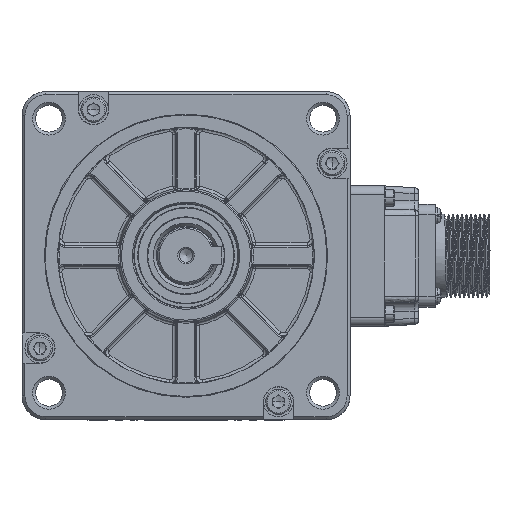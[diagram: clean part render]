
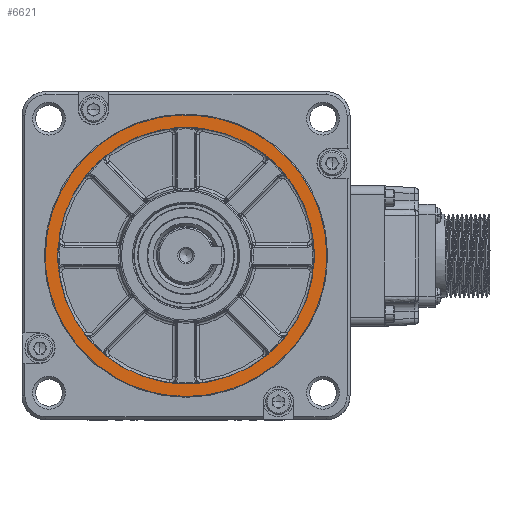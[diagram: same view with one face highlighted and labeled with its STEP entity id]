
A CAD part, top view. The second image highlights one B-rep face of the part: STEP entity #6621.
In plain terms, the highlighted planar face has unit normal (0, 0, 1).
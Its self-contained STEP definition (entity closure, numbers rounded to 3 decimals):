
#5364=CARTESIAN_POINT('',(-65.384,248.61,46.));
#5365=VERTEX_POINT('',#5364);
#5375=CARTESIAN_POINT('',(-65.384,248.61,46.));
#5376=CARTESIAN_POINT('',(-65.384,295.81,46.));
#5377=CARTESIAN_POINT('',(-18.184,295.81,46.));
#5378=CARTESIAN_POINT('',(29.016,295.81,46.));
#5379=CARTESIAN_POINT('',(29.016,248.61,46.));
#5380=CARTESIAN_POINT('',(29.016,243.961,46.));
#5381=CARTESIAN_POINT('',(28.109,239.401,46.));
#5382=CARTESIAN_POINT('',(27.202,234.842,46.));
#5383=CARTESIAN_POINT('',(25.423,230.547,46.));
#5384=CARTESIAN_POINT('',(23.644,226.252,46.));
#5385=CARTESIAN_POINT('',(21.061,222.387,46.));
#5386=CARTESIAN_POINT('',(18.479,218.521,46.));
#5387=CARTESIAN_POINT('',(15.191,215.234,46.));
#5388=CARTESIAN_POINT('',(11.904,211.947,46.));
#5389=CARTESIAN_POINT('',(8.039,209.364,46.));
#5390=CARTESIAN_POINT('',(4.174,206.782,46.));
#5391=CARTESIAN_POINT('',(-0.121,205.003,46.));
#5392=CARTESIAN_POINT('',(-4.416,203.224,46.));
#5393=CARTESIAN_POINT('',(-8.976,202.317,46.));
#5394=CARTESIAN_POINT('',(-13.535,201.41,46.));
#5395=CARTESIAN_POINT('',(-18.184,201.41,46.));
#5396=CARTESIAN_POINT('',(-22.833,201.41,46.));
#5397=CARTESIAN_POINT('',(-27.392,202.317,46.));
#5398=CARTESIAN_POINT('',(-31.952,203.224,46.));
#5399=CARTESIAN_POINT('',(-36.247,205.003,46.));
#5400=CARTESIAN_POINT('',(-40.542,206.782,46.));
#5401=CARTESIAN_POINT('',(-44.407,209.364,46.));
#5402=CARTESIAN_POINT('',(-48.272,211.947,46.));
#5403=CARTESIAN_POINT('',(-51.559,215.234,46.));
#5404=CARTESIAN_POINT('',(-54.847,218.521,46.));
#5405=CARTESIAN_POINT('',(-57.429,222.387,46.));
#5406=CARTESIAN_POINT('',(-60.012,226.252,46.));
#5407=CARTESIAN_POINT('',(-61.791,230.547,46.));
#5408=CARTESIAN_POINT('',(-63.57,234.842,46.));
#5409=CARTESIAN_POINT('',(-64.477,239.401,46.));
#5410=CARTESIAN_POINT('',(-65.384,243.961,46.));
#5411=CARTESIAN_POINT('',(-65.384,248.61,46.));
#5412=(BOUNDED_CURVE()B_SPLINE_CURVE(2,(#5375,#5376,#5377,#5378,#5379,#5380,#5381,#5382,#5383,#5384,#5385,#5386,#5387,#5388,#5389,#5390,#5391,#5392,#5393,#5394,#5395,#5396,#5397,#5398,#5399,#5400,#5401,#5402,#5403,#5404,#5405,#5406,#5407,#5408,#5409,#5410,#5411),.UNSPECIFIED.,.T.,.U.)B_SPLINE_CURVE_WITH_KNOTS((3,2,2,2,2,2,2,2,2,2,2,2,2,2,2,2,2,2,3),(0.,0.5,1.,1.07,1.139,1.209,1.279,1.348,1.418,1.488,1.557,1.627,1.696,1.766,1.836,1.905,1.975,2.045,2.114),.UNSPECIFIED.)CURVE()GEOMETRIC_REPRESENTATION_ITEM()RATIONAL_B_SPLINE_CURVE((1.,0.707,1.,0.707,1.,1.,1.,1.,1.,1.,1.,1.,1.,1.,1.,1.,1.,1.,1.,1.,1.,1.,1.,1.,1.,1.,1.,1.,1.,1.,1.,1.,1.,1.,1.,1.,1.))REPRESENTATION_ITEM(''));
#5413=EDGE_CURVE('',#5365,#5365,#5412,.T.);
#6564=CARTESIAN_POINT('',(-18.184,248.61,46.));
#6565=DIRECTION('',(1.,0.,0.));
#6566=DIRECTION('',(0.,0.,1.));
#6567=AXIS2_PLACEMENT_3D('',#6564,#6566,#6565);
#6568=PLANE('',#6567);
#6569=ORIENTED_EDGE('',*,*,#5413,.F.);
#6570=EDGE_LOOP('',(#6569));
#6571=FACE_OUTER_BOUND('',#6570,.T.);
#6572=CARTESIAN_POINT('',(-61.184,248.61,46.));
#6573=VERTEX_POINT('',#6572);
#6574=CARTESIAN_POINT('',(24.816,248.61,46.));
#6575=VERTEX_POINT('',#6574);
#6576=CARTESIAN_POINT('',(-61.184,248.61,46.));
#6577=CARTESIAN_POINT('',(-61.184,252.845,46.));
#6578=CARTESIAN_POINT('',(-60.358,256.999,46.));
#6579=CARTESIAN_POINT('',(-59.532,261.152,46.));
#6580=CARTESIAN_POINT('',(-57.911,265.065,46.));
#6581=CARTESIAN_POINT('',(-56.29,268.978,46.));
#6582=CARTESIAN_POINT('',(-53.937,272.499,46.));
#6583=CARTESIAN_POINT('',(-51.584,276.021,46.));
#6584=CARTESIAN_POINT('',(-48.59,279.015,46.));
#6585=CARTESIAN_POINT('',(-45.595,282.01,46.));
#6586=CARTESIAN_POINT('',(-42.074,284.363,46.));
#6587=CARTESIAN_POINT('',(-38.552,286.716,46.));
#6588=CARTESIAN_POINT('',(-34.639,288.336,46.));
#6589=CARTESIAN_POINT('',(-30.727,289.957,46.));
#6590=CARTESIAN_POINT('',(-26.573,290.783,46.));
#6591=CARTESIAN_POINT('',(-22.419,291.61,46.));
#6592=CARTESIAN_POINT('',(-18.184,291.61,46.));
#6593=CARTESIAN_POINT('',(-13.949,291.61,46.));
#6594=CARTESIAN_POINT('',(-9.795,290.783,46.));
#6595=CARTESIAN_POINT('',(-5.641,289.957,46.));
#6596=CARTESIAN_POINT('',(-1.729,288.336,46.));
#6597=CARTESIAN_POINT('',(2.184,286.716,46.));
#6598=CARTESIAN_POINT('',(5.705,284.363,46.));
#6599=CARTESIAN_POINT('',(9.227,282.01,46.));
#6600=CARTESIAN_POINT('',(12.222,279.015,46.));
#6601=CARTESIAN_POINT('',(15.216,276.021,46.));
#6602=CARTESIAN_POINT('',(17.569,272.499,46.));
#6603=CARTESIAN_POINT('',(19.922,268.978,46.));
#6604=CARTESIAN_POINT('',(21.543,265.065,46.));
#6605=CARTESIAN_POINT('',(23.163,261.152,46.));
#6606=CARTESIAN_POINT('',(23.99,256.999,46.));
#6607=CARTESIAN_POINT('',(24.816,252.845,46.));
#6608=CARTESIAN_POINT('',(24.816,248.61,46.));
#6609=B_SPLINE_CURVE_WITH_KNOTS('',2,(#6576,#6577,#6578,#6579,#6580,#6581,#6582,#6583,#6584,#6585,#6586,#6587,#6588,#6589,#6590,#6591,#6592,#6593,#6594,#6595,#6596,#6597,#6598,#6599,#6600,#6601,#6602,#6603,#6604,#6605,#6606,#6607,#6608),.UNSPECIFIED.,.F.,.U.,(3,2,2,2,2,2,2,2,2,2,2,2,2,2,2,2,3),(0.5,0.531,0.563,0.594,0.625,0.656,0.688,0.719,0.75,0.781,0.813,0.844,0.875,0.906,0.938,0.969,1.),.UNSPECIFIED.);
#6610=EDGE_CURVE('',#6573,#6575,#6609,.T.);
#6611=ORIENTED_EDGE('',*,*,#6610,.T.);
#6612=CARTESIAN_POINT('',(-18.184,248.61,46.));
#6613=DIRECTION('',(1.,0.,0.));
#6614=DIRECTION('',(0.,0.,-1.));
#6615=AXIS2_PLACEMENT_3D('',#6612,#6614,#6613);
#6616=CIRCLE('',#6615,43.);
#6617=EDGE_CURVE('',#6575,#6573,#6616,.T.);
#6618=ORIENTED_EDGE('',*,*,#6617,.T.);
#6619=EDGE_LOOP('',(#6611,#6618));
#6620=FACE_BOUND('',#6619,.T.);
#6621=ADVANCED_FACE('',(#6571,#6620),#6568,.T.);
